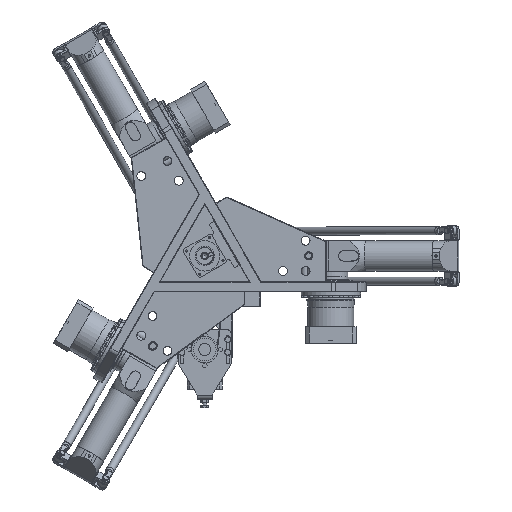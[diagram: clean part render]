
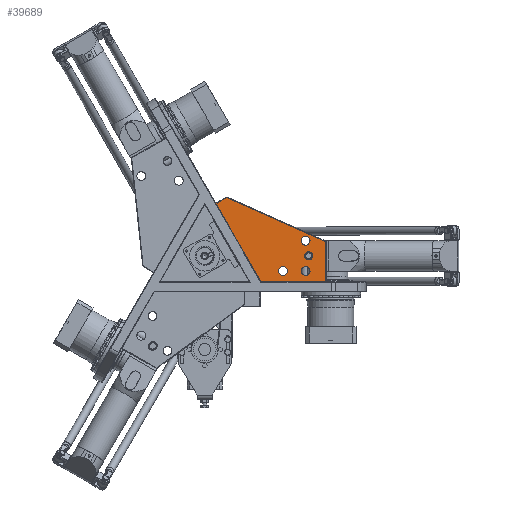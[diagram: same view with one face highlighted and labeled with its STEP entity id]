
A CAD part, top view. The second image highlights one B-rep face of the part: STEP entity #39689.
In plain terms, the highlighted planar face has unit normal (0, 0, 1).
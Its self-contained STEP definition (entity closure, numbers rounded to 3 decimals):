
#1748=FACE_BOUND('',#7945,.T.);
#1749=FACE_BOUND('',#7946,.T.);
#1750=FACE_BOUND('',#7947,.T.);
#1751=FACE_BOUND('',#7948,.T.);
#2952=CIRCLE('',#43016,8.75);
#2953=CIRCLE('',#43018,8.75);
#2954=CIRCLE('',#43020,8.75);
#2958=CIRCLE('',#43077,8.);
#5213=FACE_OUTER_BOUND('',#7944,.T.);
#7944=EDGE_LOOP('',(#30039,#30040,#30041,#30042,#30043));
#7945=EDGE_LOOP('',(#30044));
#7946=EDGE_LOOP('',(#30045));
#7947=EDGE_LOOP('',(#30046));
#7948=EDGE_LOOP('',(#30047));
#11752=LINE('',#69087,#14876);
#11754=LINE('',#69091,#14878);
#11755=LINE('',#69094,#14879);
#11759=LINE('',#69101,#14883);
#11767=LINE('',#69114,#14891);
#14876=VECTOR('',#50292,10.);
#14878=VECTOR('',#50296,10.);
#14879=VECTOR('',#50299,10.);
#14883=VECTOR('',#50307,10.);
#14891=VECTOR('',#50325,10.);
#18084=VERTEX_POINT('',#69000);
#18085=VERTEX_POINT('',#69003);
#18086=VERTEX_POINT('',#69006);
#18106=VERTEX_POINT('',#69083);
#18107=VERTEX_POINT('',#69085);
#18108=VERTEX_POINT('',#69089);
#18109=VERTEX_POINT('',#69093);
#18110=VERTEX_POINT('',#69100);
#18130=VERTEX_POINT('',#69197);
#22421=EDGE_CURVE('',#18084,#18084,#2952,.T.);
#22422=EDGE_CURVE('',#18085,#18085,#2953,.T.);
#22423=EDGE_CURVE('',#18086,#18086,#2954,.T.);
#22462=EDGE_CURVE('',#18106,#18107,#11752,.T.);
#22464=EDGE_CURVE('',#18107,#18108,#11754,.T.);
#22465=EDGE_CURVE('',#18106,#18109,#11755,.T.);
#22469=EDGE_CURVE('',#18109,#18110,#11759,.T.);
#22477=EDGE_CURVE('',#18110,#18108,#11767,.T.);
#22517=EDGE_CURVE('',#18130,#18130,#2958,.T.);
#30039=ORIENTED_EDGE('',*,*,#22477,.F.);
#30040=ORIENTED_EDGE('',*,*,#22469,.F.);
#30041=ORIENTED_EDGE('',*,*,#22465,.F.);
#30042=ORIENTED_EDGE('',*,*,#22462,.T.);
#30043=ORIENTED_EDGE('',*,*,#22464,.T.);
#30044=ORIENTED_EDGE('',*,*,#22423,.T.);
#30045=ORIENTED_EDGE('',*,*,#22422,.T.);
#30046=ORIENTED_EDGE('',*,*,#22421,.T.);
#30047=ORIENTED_EDGE('',*,*,#22517,.F.);
#37178=PLANE('',#43076);
#39689=ADVANCED_FACE('',(#5213,#1748,#1749,#1750,#1751),#37178,.T.);
#43016=AXIS2_PLACEMENT_3D('',#69001,#50204,#50205);
#43018=AXIS2_PLACEMENT_3D('',#69004,#50208,#50209);
#43020=AXIS2_PLACEMENT_3D('',#69007,#50212,#50213);
#43076=AXIS2_PLACEMENT_3D('',#69196,#50414,#50415);
#43077=AXIS2_PLACEMENT_3D('',#69198,#50416,#50417);
#50204=DIRECTION('center_axis',(0.,0.,
-1.));
#50205=DIRECTION('ref_axis',(0.5,0.866,0.));
#50208=DIRECTION('center_axis',(0.,0.,
-1.));
#50209=DIRECTION('ref_axis',(0.5,0.866,0.));
#50212=DIRECTION('center_axis',(0.,0.,
-1.));
#50213=DIRECTION('ref_axis',(0.5,0.866,0.));
#50292=DIRECTION('',(0.5,0.866,0.));
#50296=DIRECTION('',(-0.5,0.866,0.));
#50299=DIRECTION('',(-0.866,0.5,0.));
#50307=DIRECTION('',(-0.105,0.994,0.));
#50325=DIRECTION('',(0.866,0.5,0.));
#50414=DIRECTION('center_axis',(0.,0.,
1.));
#50415=DIRECTION('ref_axis',(-0.5,-0.866,0.));
#50416=DIRECTION('center_axis',(0.,0.,
1.));
#50417=DIRECTION('ref_axis',(-1.,0.,0.));
#69000=CARTESIAN_POINT('',(-78.394,180.627,101.));
#69001=CARTESIAN_POINT('Origin',(-74.019,188.204,101.));
#69003=CARTESIAN_POINT('',(-130.355,150.627,101.));
#69004=CARTESIAN_POINT('Origin',(-125.98,158.204,101.));
#69006=CARTESIAN_POINT('',(-55.894,141.655,101.));
#69007=CARTESIAN_POINT('Origin',(-51.519,149.233,101.));
#69083=CARTESIAN_POINT('',(-100.793,-32.579,101.));
#69085=CARTESIAN_POINT('',(-11.547,122.,101.));
#69087=CARTESIAN_POINT('',(-101.293,-33.445,101.));
#69089=CARTESIAN_POINT('',(-76.047,233.718,101.));
#69091=CARTESIAN_POINT('',(-11.547,122.,101.));
#69093=CARTESIAN_POINT('',(-122.099,-20.278,101.));
#69094=CARTESIAN_POINT('',(-137.382,-11.454,101.));
#69100=CARTESIAN_POINT('',(-144.766,194.043,101.));
#69101=CARTESIAN_POINT('',(-139.852,147.575,101.));
#69114=CARTESIAN_POINT('',(-109.026,214.677,101.));
#69196=CARTESIAN_POINT('Origin',(-89.807,105.227,101.));
#69197=CARTESIAN_POINT('',(-95.,178.4,101.));
#69198=CARTESIAN_POINT('Origin',(-103.,178.4,101.));
